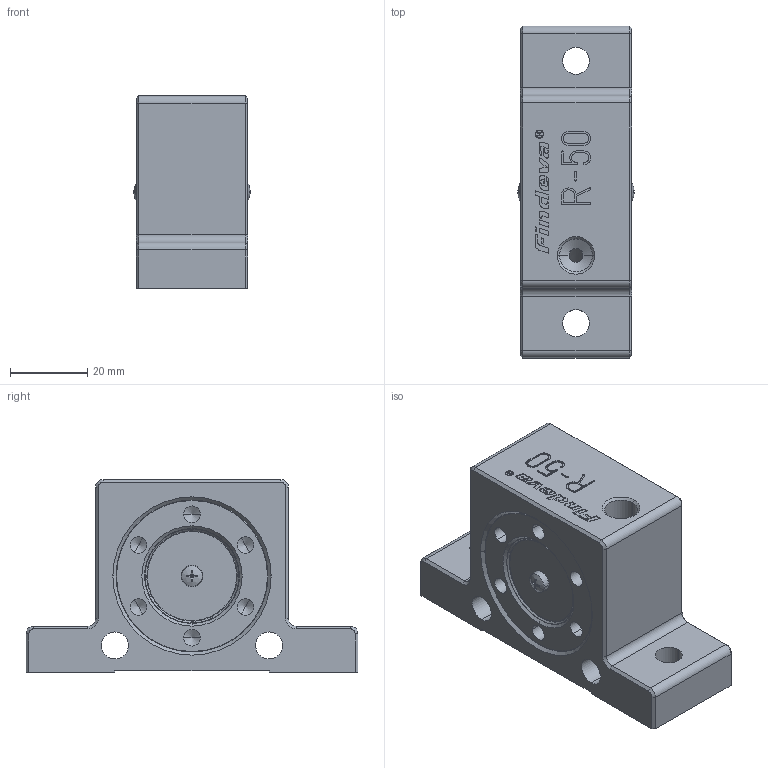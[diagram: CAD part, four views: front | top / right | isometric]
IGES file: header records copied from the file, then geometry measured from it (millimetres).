
Global section: file name: No Iges File Name specified; native system: Autodesk Inventor 2011; preprocessor: AutoDesk Inventor Iges Exporter R2011; author: Petr; date: 20120328.162934; units: millimetre
Bounding box: 30.14 x 86 x 50 mm (x, y, z)
Volume: 75593 mm3; surface area: 18622.6 mm2
Topology: 1 solids, 3 shells, 458 faces, 1155 edges, 729 vertices
Faces by surface type: plane 184, bspline 145, revolution 60, cone 28, cylinder 27, torus 12, sphere 2
